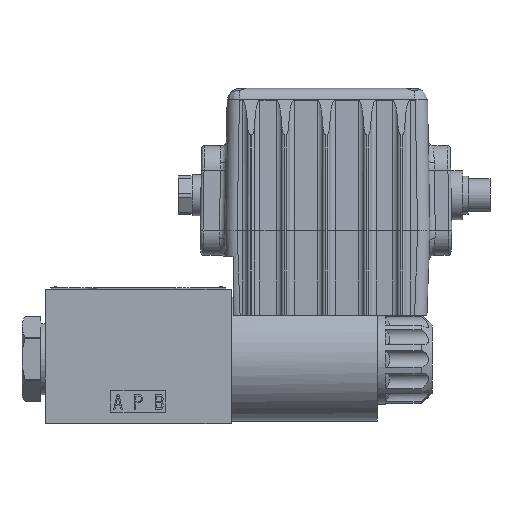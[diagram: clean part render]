
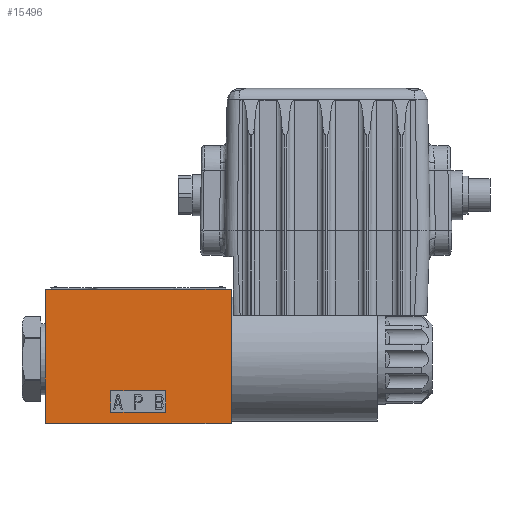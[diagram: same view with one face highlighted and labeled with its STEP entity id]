
A CAD part, top view. The second image highlights one B-rep face of the part: STEP entity #15496.
In plain terms, the highlighted planar face has unit normal (0, 0, 1).
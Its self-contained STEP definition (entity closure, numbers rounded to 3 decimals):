
#1937=DIRECTION('',(0.,1.,0.));
#1938=VECTOR('',#1937,20.898);
#1939=CARTESIAN_POINT('',(34.,-23.5,22.5));
#1940=LINE('',#1939,#1938);
#1941=DIRECTION('',(1.,0.,0.));
#1942=VECTOR('',#1941,68.);
#1943=CARTESIAN_POINT('',(-34.,-23.5,22.5));
#1944=LINE('',#1943,#1942);
#1945=DIRECTION('',(0.,-1.,0.));
#1946=VECTOR('',#1945,49.);
#1947=CARTESIAN_POINT('',(-34.,25.5,22.5));
#1948=LINE('',#1947,#1946);
#1949=DIRECTION('',(-1.,0.,0.));
#1950=VECTOR('',#1949,68.);
#1951=CARTESIAN_POINT('',(34.,25.5,22.5));
#1952=LINE('',#1951,#1950);
#1953=DIRECTION('',(0.,1.,0.));
#1954=VECTOR('',#1953,22.898);
#1955=CARTESIAN_POINT('',(34.,2.602,22.5));
#1956=LINE('',#1955,#1954);
#1957=DIRECTION('',(0.,-1.,0.));
#1958=VECTOR('',#1957,5.205);
#1959=CARTESIAN_POINT('',(34.,2.602,22.5));
#1960=LINE('',#1959,#1958);
#1961=DIRECTION('',(1.,0.,0.));
#1962=VECTOR('',#1961,20.);
#1963=CARTESIAN_POINT('',(-10.,-19.5,22.5));
#1964=LINE('',#1963,#1962);
#1965=DIRECTION('',(0.,1.,0.));
#1966=VECTOR('',#1965,8.);
#1967=CARTESIAN_POINT('',(10.,-19.5,22.5));
#1968=LINE('',#1967,#1966);
#1969=DIRECTION('',(-1.,0.,0.));
#1970=VECTOR('',#1969,20.);
#1971=CARTESIAN_POINT('',(10.,-11.5,22.5));
#1972=LINE('',#1971,#1970);
#1973=DIRECTION('',(0.,-1.,0.));
#1974=VECTOR('',#1973,8.);
#1975=CARTESIAN_POINT('',(-10.,-11.5,22.5));
#1976=LINE('',#1975,#1974);
#10089=CARTESIAN_POINT('',(-34.,-23.5,22.5));
#10090=CARTESIAN_POINT('',(34.,-23.5,22.5));
#10091=VERTEX_POINT('',#10089);
#10092=VERTEX_POINT('',#10090);
#10093=CARTESIAN_POINT('',(34.,25.5,22.5));
#10094=CARTESIAN_POINT('',(-34.,25.5,22.5));
#10095=VERTEX_POINT('',#10093);
#10096=VERTEX_POINT('',#10094);
#10098=CARTESIAN_POINT('',(34.,2.602,22.5));
#10100=VERTEX_POINT('',#10098);
#10107=CARTESIAN_POINT('',(34.,-2.602,22.5));
#10108=VERTEX_POINT('',#10107);
#11013=CARTESIAN_POINT('',(-10.,-19.5,22.5));
#11014=CARTESIAN_POINT('',(10.,-19.5,22.5));
#11015=VERTEX_POINT('',#11013);
#11016=VERTEX_POINT('',#11014);
#11017=CARTESIAN_POINT('',(10.,-11.5,22.5));
#11018=VERTEX_POINT('',#11017);
#11019=CARTESIAN_POINT('',(-10.,-11.5,22.5));
#11020=VERTEX_POINT('',#11019);
#15468=CARTESIAN_POINT('',(0.,0.,22.5));
#15469=DIRECTION('',(0.,0.,1.));
#15470=DIRECTION('',(1.,0.,0.));
#15471=AXIS2_PLACEMENT_3D('',#15468,#15469,#15470);
#15472=PLANE('',#15471);
#15474=ORIENTED_EDGE('',*,*,#15473,.F.);
#15476=ORIENTED_EDGE('',*,*,#15475,.F.);
#15478=ORIENTED_EDGE('',*,*,#15477,.F.);
#15480=ORIENTED_EDGE('',*,*,#15479,.F.);
#15481=ORIENTED_EDGE('',*,*,#15458,.F.);
#15483=ORIENTED_EDGE('',*,*,#15482,.T.);
#15484=EDGE_LOOP('',(#15474,#15476,#15478,#15480,#15481,#15483));
#15485=FACE_OUTER_BOUND('',#15484,.F.);
#15487=ORIENTED_EDGE('',*,*,#15486,.T.);
#15489=ORIENTED_EDGE('',*,*,#15488,.T.);
#15491=ORIENTED_EDGE('',*,*,#15490,.T.);
#15493=ORIENTED_EDGE('',*,*,#15492,.T.);
#15494=EDGE_LOOP('',(#15487,#15489,#15491,#15493));
#15495=FACE_BOUND('',#15494,.F.);
#15458=EDGE_CURVE('',#10100,#10095,#1956,.T.);
#15473=EDGE_CURVE('',#10092,#10108,#1940,.T.);
#15475=EDGE_CURVE('',#10091,#10092,#1944,.T.);
#15477=EDGE_CURVE('',#10096,#10091,#1948,.T.);
#15479=EDGE_CURVE('',#10095,#10096,#1952,.T.);
#15482=EDGE_CURVE('',#10100,#10108,#1960,.T.);
#15486=EDGE_CURVE('',#11015,#11016,#1964,.T.);
#15488=EDGE_CURVE('',#11016,#11018,#1968,.T.);
#15490=EDGE_CURVE('',#11018,#11020,#1972,.T.);
#15492=EDGE_CURVE('',#11020,#11015,#1976,.T.);
#15496=ADVANCED_FACE('',(#15485,#15495),#15472,.T.);
